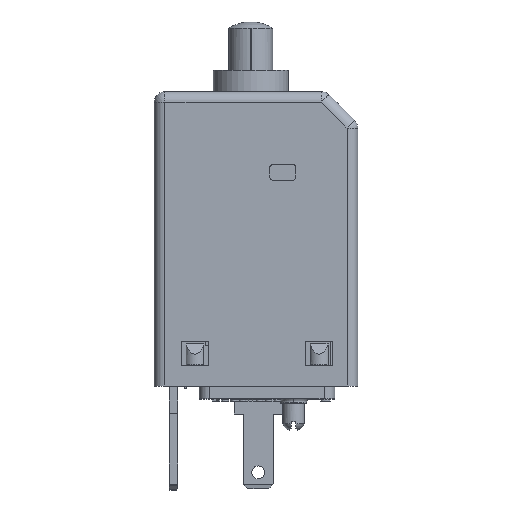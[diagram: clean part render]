
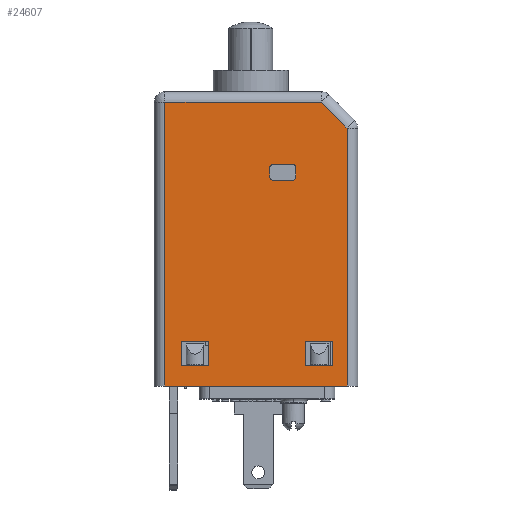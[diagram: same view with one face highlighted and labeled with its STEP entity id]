
A CAD part, top view. The second image highlights one B-rep face of the part: STEP entity #24607.
In plain terms, the highlighted planar face has unit normal (0, 0, 1).
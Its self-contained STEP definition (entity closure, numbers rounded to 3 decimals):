
#10408=DIRECTION('',(1.,0.,0.));
#10409=VECTOR('',#10408,2.5);
#10410=CARTESIAN_POINT('',(-6.45,1.77,5.5));
#10411=LINE('',#10410,#10409);
#10415=DIRECTION('',(0.,1.,0.));
#10416=VECTOR('',#10415,2.3);
#10417=CARTESIAN_POINT('',(-3.95,1.77,5.5));
#10418=LINE('',#10417,#10416);
#10422=DIRECTION('',(-1.,0.,0.));
#10423=VECTOR('',#10422,2.5);
#10424=CARTESIAN_POINT('',(-3.95,4.07,5.5));
#10425=LINE('',#10424,#10423);
#10429=DIRECTION('',(0.,-1.,0.));
#10430=VECTOR('',#10429,2.3);
#10431=CARTESIAN_POINT('',(-6.45,4.07,5.5));
#10432=LINE('',#10431,#10430);
#10436=DIRECTION('',(0.,-1.,0.));
#10437=VECTOR('',#10436,2.3);
#10438=CARTESIAN_POINT('',(5.15,4.07,5.5));
#10439=LINE('',#10438,#10437);
#10443=DIRECTION('',(1.,0.,0.));
#10444=VECTOR('',#10443,2.5);
#10445=CARTESIAN_POINT('',(5.15,1.77,5.5));
#10446=LINE('',#10445,#10444);
#10450=DIRECTION('',(0.,1.,0.));
#10451=VECTOR('',#10450,2.3);
#10452=CARTESIAN_POINT('',(7.65,1.77,5.5));
#10453=LINE('',#10452,#10451);
#10457=DIRECTION('',(-1.,0.,0.));
#10458=VECTOR('',#10457,2.5);
#10459=CARTESIAN_POINT('',(7.65,4.07,5.5));
#10460=LINE('',#10459,#10458);
#10464=DIRECTION('',(0.,-1.,0.));
#10465=VECTOR('',#10464,26.5);
#10466=CARTESIAN_POINT('',(-8.,26.4,5.5));
#10467=LINE('',#10466,#10465);
#10471=DIRECTION('',(-1.,0.,0.));
#10472=VECTOR('',#10471,14.586);
#10473=CARTESIAN_POINT('',(6.586,26.4,5.5));
#10474=LINE('',#10473,#10472);
#10478=DIRECTION('',(-0.707,0.707,0.));
#10479=VECTOR('',#10478,3.414);
#10480=CARTESIAN_POINT('',(9.,23.986,5.5));
#10481=LINE('',#10480,#10479);
#10485=DIRECTION('',(0.,1.,0.));
#10486=VECTOR('',#10485,24.086);
#10487=CARTESIAN_POINT('',(9.,-0.1,5.5));
#10488=LINE('',#10487,#10486);
#10492=DIRECTION('',(1.,0.,0.));
#10493=VECTOR('',#10492,17.);
#10494=CARTESIAN_POINT('',(-8.,-0.1,5.5));
#10495=LINE('',#10494,#10493);
#10499=DIRECTION('',(0.,1.,0.));
#10500=VECTOR('',#10499,0.9);
#10501=CARTESIAN_POINT('',(4.2,19.4,5.5));
#10502=LINE('',#10501,#10500);
#10506=DIRECTION('',(-1.,0.,0.));
#10507=VECTOR('',#10506,1.8);
#10508=CARTESIAN_POINT('',(3.9,20.6,5.5));
#10509=LINE('',#10508,#10507);
#10513=DIRECTION('',(0.,-1.,0.));
#10514=VECTOR('',#10513,0.9);
#10515=CARTESIAN_POINT('',(1.8,20.3,5.5));
#10516=LINE('',#10515,#10514);
#10520=DIRECTION('',(1.,0.,0.));
#10521=VECTOR('',#10520,1.8);
#10522=CARTESIAN_POINT('',(2.1,19.1,5.5));
#10523=LINE('',#10522,#10521);
#12604=CARTESIAN_POINT('',(3.9,20.3,5.5));
#12605=DIRECTION('',(0.,0.,-1.));
#12606=DIRECTION('',(0.,1.,0.));
#12607=AXIS2_PLACEMENT_3D('',#12604,#12605,#12606);
#12672=CARTESIAN_POINT('',(2.1,20.3,5.5));
#12673=DIRECTION('',(0.,0.,-1.));
#12674=DIRECTION('',(-1.,0.,0.));
#12675=AXIS2_PLACEMENT_3D('',#12672,#12673,#12674);
#12694=CARTESIAN_POINT('',(2.1,19.4,5.5));
#12695=DIRECTION('',(0.,0.,-1.));
#12696=DIRECTION('',(0.,-1.,0.));
#12697=AXIS2_PLACEMENT_3D('',#12694,#12695,#12696);
#12716=CARTESIAN_POINT('',(3.9,19.4,5.5));
#12717=DIRECTION('',(0.,0.,-1.));
#12718=DIRECTION('',(1.,0.,0.));
#12719=AXIS2_PLACEMENT_3D('',#12716,#12717,#12718);
#13212=CARTESIAN_POINT('',(-6.45,1.77,5.5));
#13213=CARTESIAN_POINT('',(-3.95,1.77,5.5));
#13214=VERTEX_POINT('',#13212);
#13215=VERTEX_POINT('',#13213);
#13216=CARTESIAN_POINT('',(-3.95,4.07,5.5));
#13217=VERTEX_POINT('',#13216);
#13218=CARTESIAN_POINT('',(-6.45,4.07,5.5));
#13219=VERTEX_POINT('',#13218);
#13220=CARTESIAN_POINT('',(5.15,4.07,5.5));
#13221=CARTESIAN_POINT('',(5.15,1.77,5.5));
#13222=VERTEX_POINT('',#13220);
#13223=VERTEX_POINT('',#13221);
#13224=CARTESIAN_POINT('',(7.65,1.77,5.5));
#13225=VERTEX_POINT('',#13224);
#13226=CARTESIAN_POINT('',(7.65,4.07,5.5));
#13227=VERTEX_POINT('',#13226);
#13294=CARTESIAN_POINT('',(-8.,-0.1,5.5));
#13296=VERTEX_POINT('',#13294);
#13300=CARTESIAN_POINT('',(-8.,26.4,5.5));
#13301=VERTEX_POINT('',#13300);
#13304=CARTESIAN_POINT('',(6.586,26.4,5.5));
#13305=VERTEX_POINT('',#13304);
#13310=CARTESIAN_POINT('',(9.,23.986,5.5));
#13311=VERTEX_POINT('',#13310);
#13317=CARTESIAN_POINT('',(9.,-0.1,5.5));
#13319=VERTEX_POINT('',#13317);
#13350=CARTESIAN_POINT('',(1.8,20.3,5.5));
#13351=VERTEX_POINT('',#13350);
#13352=CARTESIAN_POINT('',(2.1,20.6,5.5));
#13353=VERTEX_POINT('',#13352);
#13358=CARTESIAN_POINT('',(3.9,20.6,5.5));
#13359=VERTEX_POINT('',#13358);
#13360=CARTESIAN_POINT('',(4.2,20.3,5.5));
#13361=VERTEX_POINT('',#13360);
#13366=CARTESIAN_POINT('',(2.1,19.1,5.5));
#13367=VERTEX_POINT('',#13366);
#13368=CARTESIAN_POINT('',(1.8,19.4,5.5));
#13369=VERTEX_POINT('',#13368);
#13374=CARTESIAN_POINT('',(4.2,19.4,5.5));
#13375=VERTEX_POINT('',#13374);
#13376=CARTESIAN_POINT('',(3.9,19.1,5.5));
#13377=VERTEX_POINT('',#13376);
#24556=CARTESIAN_POINT('',(0.,-0.1,5.5));
#24557=DIRECTION('',(0.,0.,1.));
#24558=DIRECTION('',(1.,0.,0.));
#24559=AXIS2_PLACEMENT_3D('',#24556,#24557,#24558);
#24560=PLANE('',#24559);
#24562=ORIENTED_EDGE('',*,*,#24561,.F.);
#24564=ORIENTED_EDGE('',*,*,#24563,.F.);
#24566=ORIENTED_EDGE('',*,*,#24565,.F.);
#24568=ORIENTED_EDGE('',*,*,#24567,.F.);
#24570=ORIENTED_EDGE('',*,*,#24569,.F.);
#24571=EDGE_LOOP('',(#24562,#24564,#24566,#24568,#24570));
#24572=FACE_OUTER_BOUND('',#24571,.F.);
#24574=ORIENTED_EDGE('',*,*,#24573,.T.);
#24576=ORIENTED_EDGE('',*,*,#24575,.T.);
#24578=ORIENTED_EDGE('',*,*,#24577,.T.);
#24580=ORIENTED_EDGE('',*,*,#24579,.T.);
#24581=EDGE_LOOP('',(#24574,#24576,#24578,#24580));
#24582=FACE_BOUND('',#24581,.F.);
#24583=ORIENTED_EDGE('',*,*,#24377,.T.);
#24584=ORIENTED_EDGE('',*,*,#24510,.T.);
#24585=ORIENTED_EDGE('',*,*,#24484,.T.);
#24586=ORIENTED_EDGE('',*,*,#24430,.T.);
#24587=EDGE_LOOP('',(#24583,#24584,#24585,#24586));
#24588=FACE_BOUND('',#24587,.F.);
#24590=ORIENTED_EDGE('',*,*,#24589,.T.);
#24592=ORIENTED_EDGE('',*,*,#24591,.F.);
#24594=ORIENTED_EDGE('',*,*,#24593,.T.);
#24596=ORIENTED_EDGE('',*,*,#24595,.F.);
#24598=ORIENTED_EDGE('',*,*,#24597,.T.);
#24600=ORIENTED_EDGE('',*,*,#24599,.F.);
#24602=ORIENTED_EDGE('',*,*,#24601,.T.);
#24604=ORIENTED_EDGE('',*,*,#24603,.F.);
#24605=EDGE_LOOP('',(#24590,#24592,#24594,#24596,#24598,#24600,#24602,#24604));
#24606=FACE_BOUND('',#24605,.F.);
#12608=CIRCLE('',#12607,0.3);
#12676=CIRCLE('',#12675,0.3);
#12698=CIRCLE('',#12697,0.3);
#12720=CIRCLE('',#12719,0.3);
#24377=EDGE_CURVE('',#13214,#13215,#10411,.T.);
#24430=EDGE_CURVE('',#13219,#13214,#10432,.T.);
#24484=EDGE_CURVE('',#13217,#13219,#10425,.T.);
#24510=EDGE_CURVE('',#13215,#13217,#10418,.T.);
#24561=EDGE_CURVE('',#13301,#13296,#10467,.T.);
#24563=EDGE_CURVE('',#13305,#13301,#10474,.T.);
#24565=EDGE_CURVE('',#13311,#13305,#10481,.T.);
#24567=EDGE_CURVE('',#13319,#13311,#10488,.T.);
#24569=EDGE_CURVE('',#13296,#13319,#10495,.T.);
#24573=EDGE_CURVE('',#13222,#13223,#10439,.T.);
#24575=EDGE_CURVE('',#13223,#13225,#10446,.T.);
#24577=EDGE_CURVE('',#13225,#13227,#10453,.T.);
#24579=EDGE_CURVE('',#13227,#13222,#10460,.T.);
#24589=EDGE_CURVE('',#13375,#13361,#10502,.T.);
#24591=EDGE_CURVE('',#13359,#13361,#12608,.T.);
#24593=EDGE_CURVE('',#13359,#13353,#10509,.T.);
#24595=EDGE_CURVE('',#13351,#13353,#12676,.T.);
#24597=EDGE_CURVE('',#13351,#13369,#10516,.T.);
#24599=EDGE_CURVE('',#13367,#13369,#12698,.T.);
#24601=EDGE_CURVE('',#13367,#13377,#10523,.T.);
#24603=EDGE_CURVE('',#13375,#13377,#12720,.T.);
#24607=ADVANCED_FACE('',(#24572,#24582,#24588,#24606),#24560,.T.);
